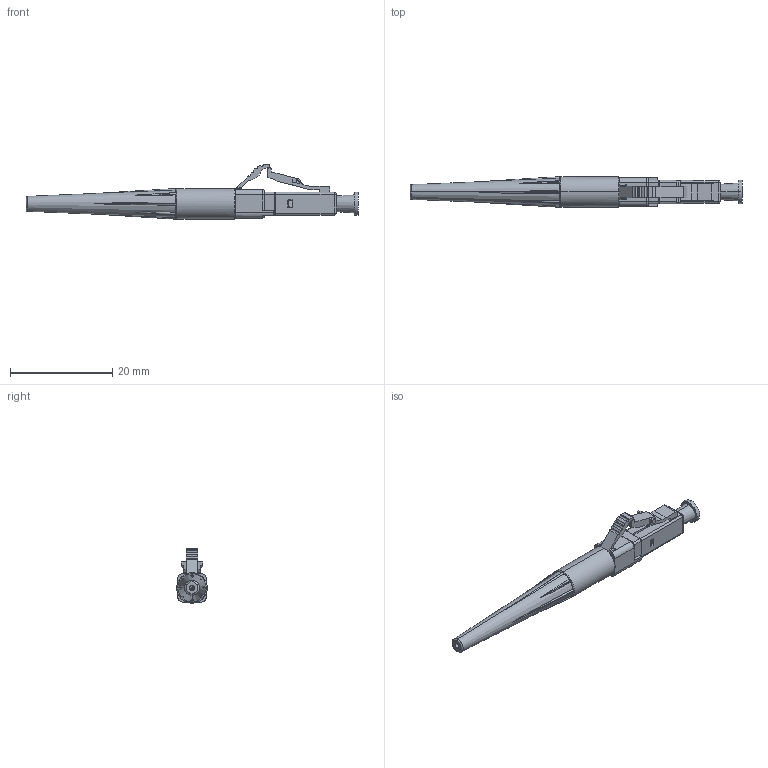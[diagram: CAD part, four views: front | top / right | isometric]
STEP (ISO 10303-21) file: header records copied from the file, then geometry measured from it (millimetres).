
FILE_DESCRIPTION (( 'STEP AP203' ), '1' );
FILE_NAME ('SOC-LC-M4-09AQ-10PK_3D.STEP', '2022-04-23T07:03:19', ( '' ), ( '' ), 'SwSTEP 2.0', 'SolidWorks 2021', '' );
FILE_SCHEMA (( 'CONFIG_CONTROL_DESIGN' ));
Length unit declared in the file: inch
Products named in the file (10): UVB3-HOUSING.STEP; SOC-LC-M4-09AQ-10PK_3D; LC______.STEP; LC Flange--UBV3.STEP; FOC-0202 Dust cap.STEP; LC ________.STEP; ____________-cap-1.STEP; 0.9mm buffer.STEP; 0278-SOC Universal Boot.STEP; STC-0388 27MM Thermal Shrink Sleeve Assy.STEP
Assembly tree (9 placements, depth 2):
  SOC-LC-M4-09AQ-10PK_3D
    ____________-cap-1.STEP
    UVB3-HOUSING.STEP
    LC Flange--UBV3.STEP
    LC______.STEP
    LC ________.STEP
    0.9mm buffer.STEP
    STC-0388 27MM Thermal Shrink Sleeve Assy.STEP
    0278-SOC Universal Boot.STEP
    FOC-0202 Dust cap.STEP
Bounding box: 65.08 x 6 x 10.63 mm (x, y, z)
Volume: 1067.2 mm3; surface area: 3382.8 mm2
Topology: 13 solids, 13 shells, 426 faces, 1040 edges, 651 vertices
Faces by surface type: plane 183, cylinder 171, torus 28, cone 28, bspline 12, sphere 4
Entity records: 20186 total; most frequent: CARTESIAN_POINT 9218, ORIENTED_EDGE 2072, DIRECTION 2065, EDGE_CURVE 1036, AXIS2_PLACEMENT_3D 776, VERTEX_POINT 651, VECTOR 513, LINE 513
